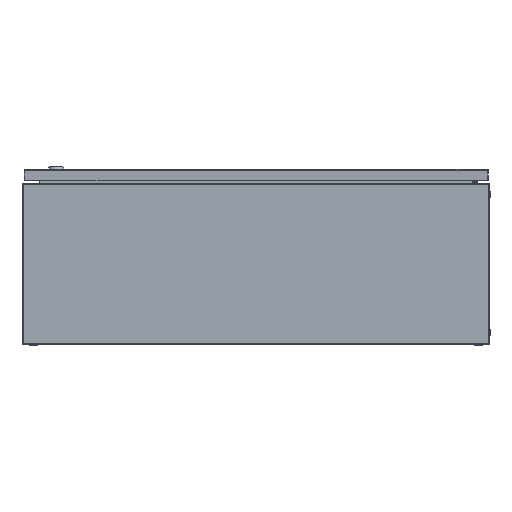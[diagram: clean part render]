
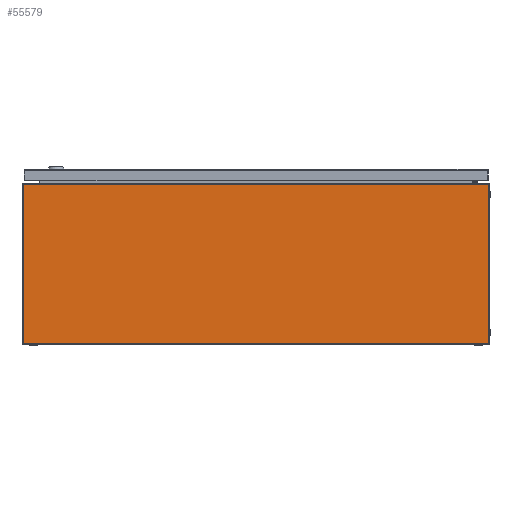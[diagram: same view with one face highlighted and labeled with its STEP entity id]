
A CAD part, front view. The second image highlights one B-rep face of the part: STEP entity #55579.
In plain terms, the highlighted planar face has unit normal (0, -1, 0).
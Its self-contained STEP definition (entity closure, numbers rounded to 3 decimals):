
#530 = VECTOR ( 'NONE', #51216, 1000. ) ;
#1190 = CARTESIAN_POINT ( 'NONE',  ( 700., -200., 0. ) ) ;
#2796 = ORIENTED_EDGE ( 'NONE', *, *, #14955, .F. ) ;
#4473 = VERTEX_POINT ( 'NONE', #44395 ) ;
#4680 = CARTESIAN_POINT ( 'NONE',  ( 700., -200., 0. ) ) ;
#4956 = VECTOR ( 'NONE', #12342, 1000. ) ;
#5041 = PLANE ( 'NONE',  #27771 ) ;
#7784 = ORIENTED_EDGE ( 'NONE', *, *, #20983, .T. ) ;
#12342 = DIRECTION ( 'NONE',  ( 0., 0., -1. ) ) ;
#12640 = LINE ( 'NONE', #45037, #4956 ) ;
#14955 = EDGE_CURVE ( 'NONE', #4473, #37937, #48291, .T. ) ;
#15555 = DIRECTION ( 'NONE',  ( 1., 0., 0. ) ) ;
#17346 = DIRECTION ( 'NONE',  ( 0., 0., -1. ) ) ;
#18645 = ORIENTED_EDGE ( 'NONE', *, *, #21427, .F. ) ;
#18777 = LINE ( 'NONE', #4680, #530 ) ;
#20983 = EDGE_CURVE ( 'NONE', #4473, #52444, #12640, .T. ) ;
#21427 = EDGE_CURVE ( 'NONE', #37937, #46153, #39888, .T. ) ;
#22575 = VECTOR ( 'NONE', #15555, 1000. ) ;
#27771 = AXIS2_PLACEMENT_3D ( 'NONE', #38057, #41956, #42259 ) ;
#30730 = ORIENTED_EDGE ( 'NONE', *, *, #34354, .T. ) ;
#31862 = VECTOR ( 'NONE', #17346, 1000. ) ;
#34354 = EDGE_CURVE ( 'NONE', #52444, #46153, #18777, .T. ) ;
#34530 = EDGE_LOOP ( 'NONE', ( #30730, #18645, #2796, #7784 ) ) ;
#37937 = VERTEX_POINT ( 'NONE', #52734 ) ;
#38057 = CARTESIAN_POINT ( 'NONE',  ( 700., -200., 276. ) ) ;
#39888 = LINE ( 'NONE', #49200, #31862 ) ;
#41956 = DIRECTION ( 'NONE',  ( 0., 1., 0. ) ) ;
#42259 = DIRECTION ( 'NONE',  ( -1., 0., 0. ) ) ;
#44395 = CARTESIAN_POINT ( 'NONE',  ( -100., -200., 276. ) ) ;
#45037 = CARTESIAN_POINT ( 'NONE',  ( -100., -200., 276. ) ) ;
#45486 = CARTESIAN_POINT ( 'NONE',  ( -100., -200., 0. ) ) ;
#46153 = VERTEX_POINT ( 'NONE', #1190 ) ;
#48291 = LINE ( 'NONE', #48581, #22575 ) ;
#48581 = CARTESIAN_POINT ( 'NONE',  ( 700., -200., 276. ) ) ;
#49200 = CARTESIAN_POINT ( 'NONE',  ( 700., -200., 276. ) ) ;
#51216 = DIRECTION ( 'NONE',  ( 1., 0., 0. ) ) ;
#52444 = VERTEX_POINT ( 'NONE', #45486 ) ;
#52734 = CARTESIAN_POINT ( 'NONE',  ( 700., -200., 276. ) ) ;
#55579 = ADVANCED_FACE ( 'NONE', ( #56364 ), #5041, .F. ) ;
#56364 = FACE_OUTER_BOUND ( 'NONE', #34530, .T. ) ;
